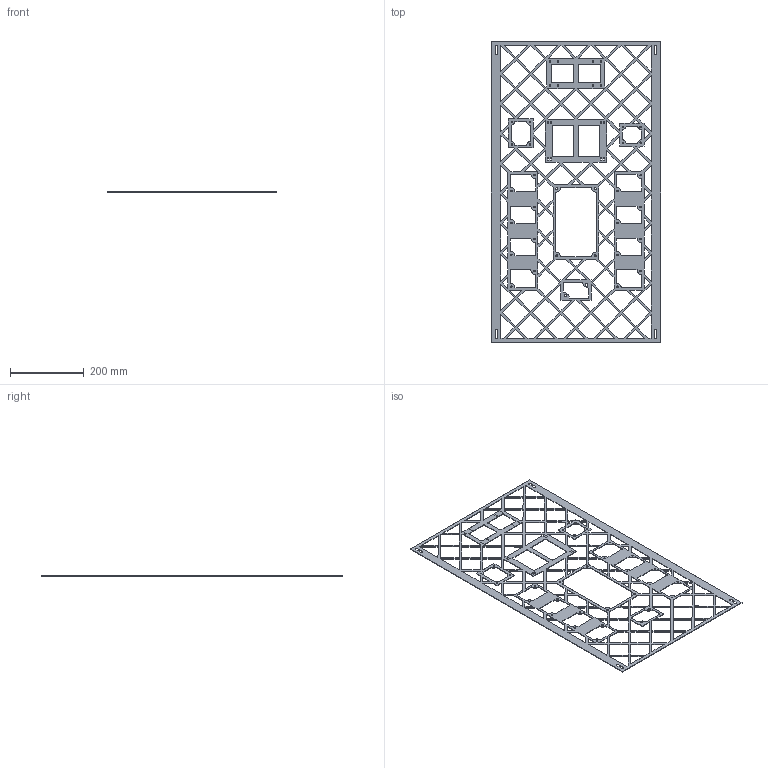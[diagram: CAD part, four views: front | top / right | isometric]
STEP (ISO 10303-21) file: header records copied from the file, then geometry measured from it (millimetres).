
FILE_DESCRIPTION (( 'STEP AP203' ), '1' );
FILE_NAME ('P-2 Electronics Board.STEP', '2015-02-27T04:31:55', ( '' ), ( '' ), 'SwSTEP 2.0', 'SolidWorks 2014', '' );
FILE_SCHEMA (( 'CONFIG_CONTROL_DESIGN' ));
Length unit declared in the file: inch
Products named in the file (1): P-2 Electronics Board
Bounding box: 457.2 x 812.8 x 1.59 mm (x, y, z)
Volume: 232266.6 mm3; surface area: 332321.7 mm2
Topology: 1 solids, 1 shells, 746 faces, 2232 edges, 1488 vertices
Faces by surface type: plane 614, cylinder 132
Entity records: 25647 total; most frequent: CARTESIAN_POINT 4467, ORIENTED_EDGE 4464, DIRECTION 3990, EDGE_CURVE 2232, VECTOR 1968, LINE 1968, VERTEX_POINT 1488, EDGE_LOOP 1110
